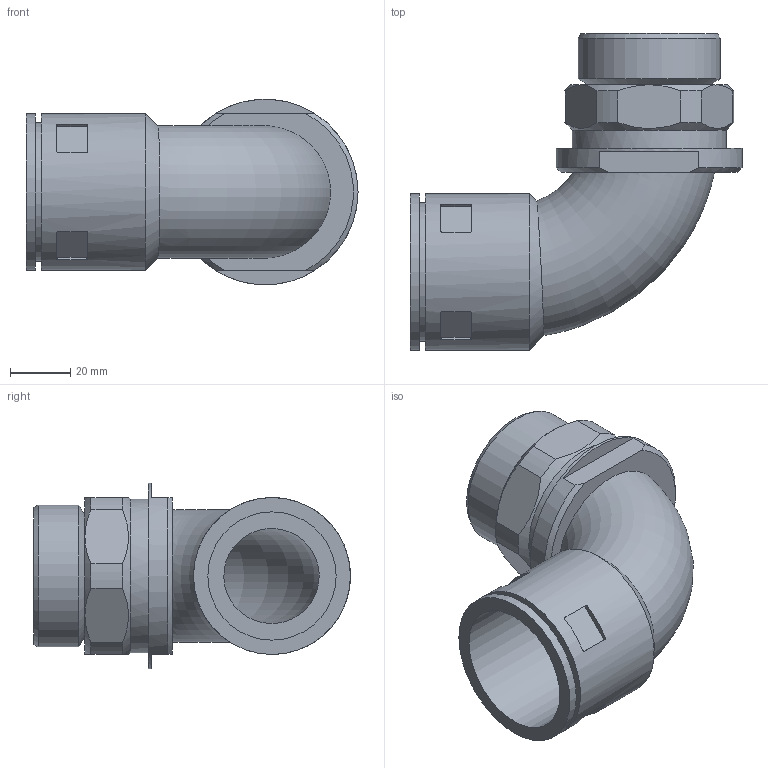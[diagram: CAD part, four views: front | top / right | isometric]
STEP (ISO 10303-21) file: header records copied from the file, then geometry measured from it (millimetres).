
FILE_DESCRIPTION( ( 'STEP AP203' ), '1' );
FILE_NAME( 'FLEXA RQBK90DR-P 5521.042.236.stp', '2020-03-24T10:22:04', ( 'License CC BY-ND 4.0' ), ( 'CADENAS' ), ' ', 'PARTsolutions', ' ' );
FILE_SCHEMA( ( 'CONFIG_CONTROL_DESIGN' ) );
Length unit declared in the file: millimetre
Products named in the file (1): _FLEXA RQBK90DR-P 5521.042.236
Bounding box: 110 x 105 x 61.5 mm (x, y, z)
Volume: 125323.9 mm3; surface area: 44146.8 mm2
Topology: 1 solids, 1 shells, 104 faces, 252 edges, 162 vertices
Faces by surface type: plane 47, cylinder 36, cone 13, torus 8
Full cylindrical faces by diameter (mm): 31.5 x1, 35 x1, 38 x1, 42.5 x1, 46 x1, 47 x1, 51 x1, 52 x2, 61.5 x1
Entity records: 3652 total; most frequent: CARTESIAN_POINT 1335, DIRECTION 456, ORIENTED_EDGE 454, EDGE_CURVE 227, AXIS2_PLACEMENT_3D 189, VERTEX_POINT 156, EDGE_LOOP 137, FACE_OUTER_BOUND 118
